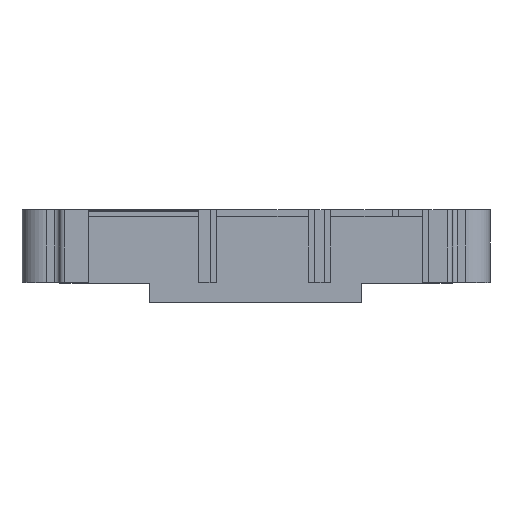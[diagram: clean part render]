
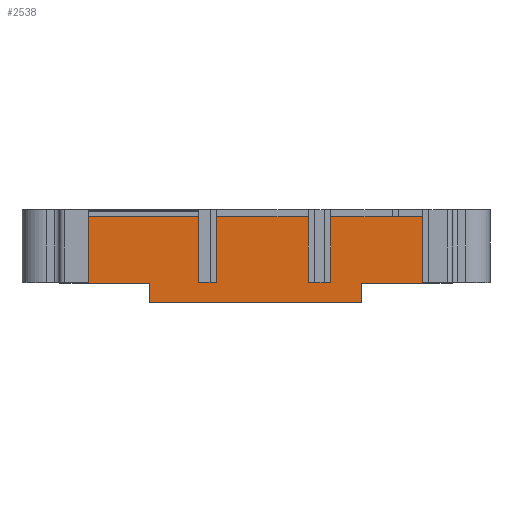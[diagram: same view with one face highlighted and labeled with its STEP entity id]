
A CAD part, top view. The second image highlights one B-rep face of the part: STEP entity #2538.
In plain terms, the highlighted planar face has unit normal (0, 0, 1).
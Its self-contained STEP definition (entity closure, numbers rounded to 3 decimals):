
#182=FACE_OUTER_BOUND('',#317,.T.);
#317=EDGE_LOOP('',(#1995,#1996,#1997,#1998,#1999,#2000,#2001,#2002));
#505=LINE('',#3793,#815);
#548=LINE('',#3911,#858);
#570=LINE('',#3964,#880);
#592=LINE('',#4012,#902);
#593=LINE('',#4015,#903);
#594=LINE('',#4017,#904);
#595=LINE('',#4018,#905);
#596=LINE('',#4019,#906);
#815=VECTOR('',#3059,56.);
#858=VECTOR('',#3162,11.4);
#880=VECTOR('',#3196,11.2);
#902=VECTOR('',#3232,10.5);
#903=VECTOR('',#3235,3.);
#904=VECTOR('',#3236,33.4);
#905=VECTOR('',#3237,3.);
#906=VECTOR('',#3238,10.5);
#1118=VERTEX_POINT('',#3790);
#1119=VERTEX_POINT('',#3792);
#1163=VERTEX_POINT('',#3909);
#1164=VERTEX_POINT('',#3910);
#1188=VERTEX_POINT('',#3961);
#1189=VERTEX_POINT('',#3963);
#1209=VERTEX_POINT('',#4014);
#1210=VERTEX_POINT('',#4016);
#1401=EDGE_CURVE('',#1118,#1119,#505,.T.);
#1460=EDGE_CURVE('',#1163,#1164,#548,.T.);
#1487=EDGE_CURVE('',#1189,#1188,#570,.T.);
#1512=EDGE_CURVE('',#1189,#1118,#592,.T.);
#1513=EDGE_CURVE('',#1209,#1188,#593,.T.);
#1514=EDGE_CURVE('',#1210,#1209,#594,.T.);
#1515=EDGE_CURVE('',#1163,#1210,#595,.T.);
#1516=EDGE_CURVE('',#1164,#1119,#596,.T.);
#1995=ORIENTED_EDGE('',*,*,#1401,.F.);
#1996=ORIENTED_EDGE('',*,*,#1512,.F.);
#1997=ORIENTED_EDGE('',*,*,#1487,.T.);
#1998=ORIENTED_EDGE('',*,*,#1513,.F.);
#1999=ORIENTED_EDGE('',*,*,#1514,.F.);
#2000=ORIENTED_EDGE('',*,*,#1515,.F.);
#2001=ORIENTED_EDGE('',*,*,#1460,.T.);
#2002=ORIENTED_EDGE('',*,*,#1516,.T.);
#2423=PLANE('',#2732);
#2538=ADVANCED_FACE('',(#182),#2423,.T.);
#2732=AXIS2_PLACEMENT_3D('',#4013,#3233,#3234);
#3059=DIRECTION('',(1.,0.,0.));
#3162=DIRECTION('',(1.,0.,0.));
#3196=DIRECTION('',(1.,0.,0.));
#3232=DIRECTION('',(0.,1.,0.));
#3233=DIRECTION('center_axis',(0.,0.,1.));
#3234=DIRECTION('ref_axis',(1.,0.,0.));
#3235=DIRECTION('',(0.,1.,0.));
#3236=DIRECTION('',(-1.,0.,0.));
#3237=DIRECTION('',(0.,-1.,0.));
#3238=DIRECTION('',(0.,1.,0.));
#3790=CARTESIAN_POINT('',(3.,0.,-93.));
#3792=CARTESIAN_POINT('',(59.,0.,-93.));
#3793=CARTESIAN_POINT('',(3.,0.,-93.));
#3909=CARTESIAN_POINT('',(47.6,-10.5,-93.));
#3910=CARTESIAN_POINT('',(59.,-10.5,-93.));
#3911=CARTESIAN_POINT('',(47.6,-10.5,-93.));
#3961=CARTESIAN_POINT('',(14.2,-10.5,-93.));
#3963=CARTESIAN_POINT('',(3.,-10.5,-93.));
#3964=CARTESIAN_POINT('',(3.,-10.5,-93.));
#4012=CARTESIAN_POINT('',(3.,-10.5,-93.));
#4013=CARTESIAN_POINT('Origin',(2.,2.,-93.));
#4014=CARTESIAN_POINT('',(14.2,-13.5,-93.));
#4015=CARTESIAN_POINT('',(14.2,-13.5,-93.));
#4016=CARTESIAN_POINT('',(47.6,-13.5,-93.));
#4017=CARTESIAN_POINT('',(47.6,-13.5,-93.));
#4018=CARTESIAN_POINT('',(47.6,-10.5,-93.));
#4019=CARTESIAN_POINT('',(59.,-10.5,-93.));
